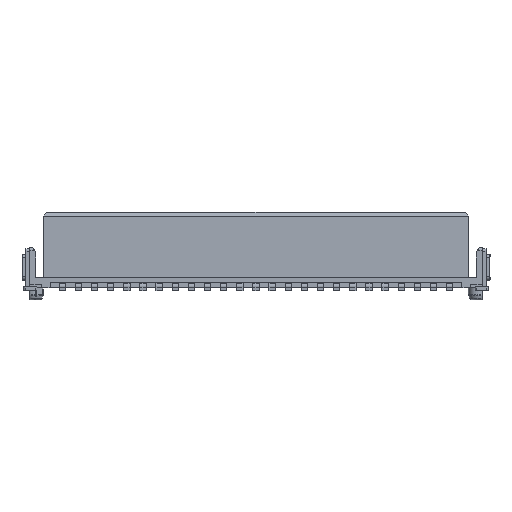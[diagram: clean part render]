
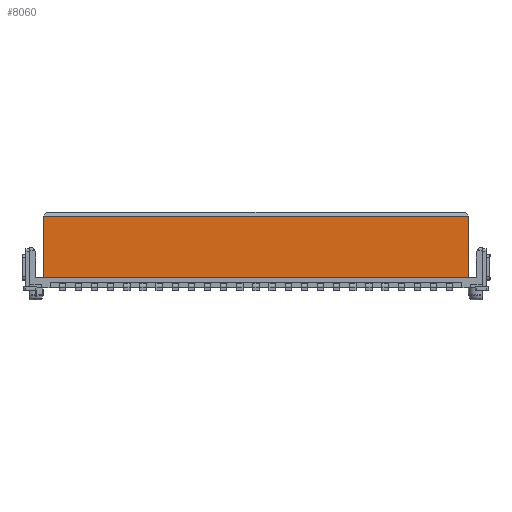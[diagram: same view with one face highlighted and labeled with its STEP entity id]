
A CAD part, top view. The second image highlights one B-rep face of the part: STEP entity #8060.
In plain terms, the highlighted planar face has unit normal (0, 0, 1).
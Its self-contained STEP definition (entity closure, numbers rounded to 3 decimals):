
#8060=ADVANCED_FACE('',(#10593),#9227,.T.);
#9227=PLANE('',#35318);
#10593=FACE_OUTER_BOUND('',#12185,.T.);
#12185=EDGE_LOOP('',(#19275,#19276,#19277,#19278));
#19275=ORIENTED_EDGE('',*,*,#26560,.T.);
#19276=ORIENTED_EDGE('',*,*,#26561,.T.);
#19277=ORIENTED_EDGE('',*,*,#26523,.T.);
#19278=ORIENTED_EDGE('',*,*,#26551,.T.);
#22712=VERTEX_POINT('',#50511);
#22713=VERTEX_POINT('',#50513);
#22731=VERTEX_POINT('',#50568);
#22734=VERTEX_POINT('',#50585);
#26523=EDGE_CURVE('',#22713,#22712,#29845,.T.);
#26551=EDGE_CURVE('',#22712,#22731,#29873,.T.);
#26560=EDGE_CURVE('',#22731,#22734,#29882,.T.);
#26561=EDGE_CURVE('',#22734,#22713,#29883,.T.);
#29845=LINE('',#50512,#33011);
#29873=LINE('',#50569,#33039);
#29882=LINE('',#50586,#33048);
#29883=LINE('',#50588,#33049);
#33011=VECTOR('',#42425,1.);
#33039=VECTOR('',#42473,1.);
#33048=VECTOR('',#42492,1.);
#33049=VECTOR('',#42495,1.);
#35318=AXIS2_PLACEMENT_3D('',#50589,#42496,#42497);
#42425=DIRECTION('',(0.,1.,0.));
#42473=DIRECTION('',(-1.,0.,0.));
#42492=DIRECTION('',(0.,-1.,0.));
#42495=DIRECTION('',(1.,0.,0.));
#42496=DIRECTION('',(0.,0.,1.));
#42497=DIRECTION('',(0.,-1.,0.));
#50511=CARTESIAN_POINT('',(12.565,13.94,33.485));
#50512=CARTESIAN_POINT('',(12.565,9.09,33.485));
#50513=CARTESIAN_POINT('',(12.565,9.09,33.485));
#50568=CARTESIAN_POINT('',(-20.935,13.94,33.485));
#50569=CARTESIAN_POINT('',(12.565,13.94,33.485));
#50585=CARTESIAN_POINT('',(-20.935,9.09,33.485));
#50586=CARTESIAN_POINT('',(-20.935,13.94,33.485));
#50588=CARTESIAN_POINT('',(-20.935,9.09,33.485));
#50589=CARTESIAN_POINT('',(-21.135,14.14,33.485));
